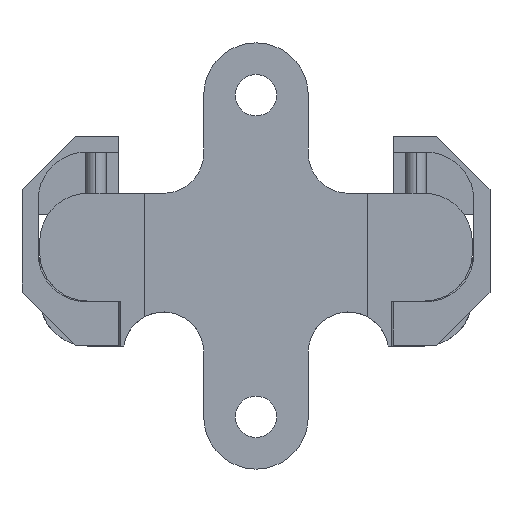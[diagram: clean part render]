
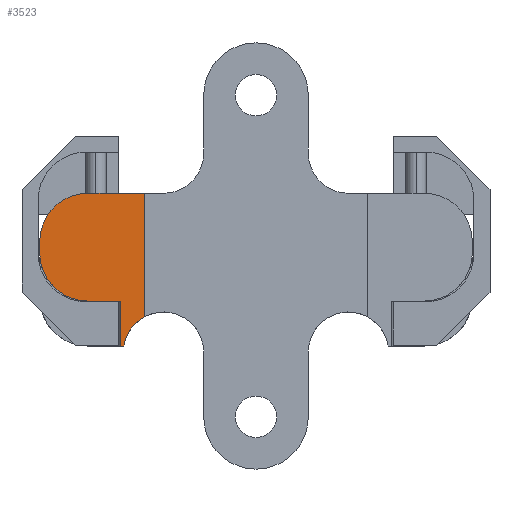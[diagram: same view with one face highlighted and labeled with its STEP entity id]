
A CAD part, front view. The second image highlights one B-rep face of the part: STEP entity #3523.
In plain terms, the highlighted planar face has unit normal (0, -1, 0).
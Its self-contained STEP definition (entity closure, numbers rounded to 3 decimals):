
#5 = CARTESIAN_POINT ( 'NONE',  ( -10.732, 0.254, -7.112 ) ) ;
#355 = EDGE_CURVE ( 'NONE', #24746, #16114, #17350, .T. ) ;
#417 = CARTESIAN_POINT ( 'NONE',  ( -13.271, 0.254, 0.254 ) ) ;
#584 = DIRECTION ( 'NONE',  ( -1., 0., 0. ) ) ;
#587 = ORIENTED_EDGE ( 'NONE', *, *, #11678, .T. ) ;
#1368 = ORIENTED_EDGE ( 'NONE', *, *, #1499, .F. ) ;
#1499 = EDGE_CURVE ( 'NONE', #16114, #23378, #19571, .T. ) ;
#1763 = VECTOR ( 'NONE', #25393, 1000. ) ;
#1854 = CARTESIAN_POINT ( 'NONE',  ( -10.732, 0.254, -3.556 ) ) ;
#1957 = ORIENTED_EDGE ( 'NONE', *, *, #8107, .F. ) ;
#2521 = VERTEX_POINT ( 'NONE', #11190 ) ;
#2629 = VECTOR ( 'NONE', #25701, 1000. ) ;
#3007 = CARTESIAN_POINT ( 'NONE',  ( -13.271, 0.254, 1.143 ) ) ;
#3523 = ADVANCED_FACE ( 'NONE', ( #23332 ), #12277, .T. ) ;
#4246 = CIRCLE ( 'NONE', #24513, 3.81 ) ;
#4644 = AXIS2_PLACEMENT_3D ( 'NONE', #11963, #22104, #20146 ) ;
#4656 = LINE ( 'NONE', #10494, #13580 ) ;
#4722 = DIRECTION ( 'NONE',  ( 0., 1., 0. ) ) ;
#4789 = VERTEX_POINT ( 'NONE', #20970 ) ;
#5545 = ORIENTED_EDGE ( 'NONE', *, *, #21457, .T. ) ;
#6560 = CARTESIAN_POINT ( 'NONE',  ( -17.081, 0.254, 0.254 ) ) ;
#6773 = VECTOR ( 'NONE', #20916, 1000. ) ;
#6779 = AXIS2_PLACEMENT_3D ( 'NONE', #16107, #11885, #11754 ) ;
#6785 = DIRECTION ( 'NONE',  ( -1., 0., 0. ) ) ;
#7304 = EDGE_CURVE ( 'NONE', #18419, #8902, #13303, .T. ) ;
#7736 = CARTESIAN_POINT ( 'NONE',  ( -17.081, 0.254, 0. ) ) ;
#8107 = EDGE_CURVE ( 'NONE', #18654, #24746, #19003, .T. ) ;
#8352 = DIRECTION ( 'NONE',  ( 0., 0., 1. ) ) ;
#8494 = CARTESIAN_POINT ( 'NONE',  ( -8.826, 0.254, 0. ) ) ;
#8902 = VERTEX_POINT ( 'NONE', #15800 ) ;
#9314 = CARTESIAN_POINT ( 'NONE',  ( 0., 0.254, -7.112 ) ) ;
#10494 = CARTESIAN_POINT ( 'NONE',  ( 0., 0.254, 4.953 ) ) ;
#11190 = CARTESIAN_POINT ( 'NONE',  ( -8.826, 0.254, 4.953 ) ) ;
#11457 = ORIENTED_EDGE ( 'NONE', *, *, #7304, .F. ) ;
#11678 = EDGE_CURVE ( 'NONE', #22303, #23378, #19178, .T. ) ;
#11753 = EDGE_LOOP ( 'NONE', ( #25398, #587, #1368, #16864, #1957, #16029, #5545, #13743, #11457 ) ) ;
#11754 = DIRECTION ( 'NONE',  ( 0., 0., -1. ) ) ;
#11885 = DIRECTION ( 'NONE',  ( 0., -1., 0. ) ) ;
#11963 = CARTESIAN_POINT ( 'NONE',  ( -7.302, 0.254, -7.595 ) ) ;
#12062 = LINE ( 'NONE', #8494, #23342 ) ;
#12158 = EDGE_CURVE ( 'NONE', #22303, #18419, #4246, .T. ) ;
#12277 = PLANE ( 'NONE',  #6779 ) ;
#13303 = LINE ( 'NONE', #7736, #2629 ) ;
#13580 = VECTOR ( 'NONE', #584, 1000. ) ;
#13743 = ORIENTED_EDGE ( 'NONE', *, *, #14403, .F. ) ;
#13873 = CIRCLE ( 'NONE', #24402, 3.81 ) ;
#14403 = EDGE_CURVE ( 'NONE', #8902, #4789, #13873, .T. ) ;
#15800 = CARTESIAN_POINT ( 'NONE',  ( -17.081, 0.254, 1.143 ) ) ;
#16029 = ORIENTED_EDGE ( 'NONE', *, *, #22784, .T. ) ;
#16107 = CARTESIAN_POINT ( 'NONE',  ( 0., 0.254, 0. ) ) ;
#16114 = VERTEX_POINT ( 'NONE', #5 ) ;
#16589 = CARTESIAN_POINT ( 'NONE',  ( -8.826, 0.254, -4.809 ) ) ;
#16864 = ORIENTED_EDGE ( 'NONE', *, *, #355, .F. ) ;
#17350 = LINE ( 'NONE', #9314, #19169 ) ;
#17637 = CARTESIAN_POINT ( 'NONE',  ( -13.271, 0.254, -3.556 ) ) ;
#18419 = VERTEX_POINT ( 'NONE', #6560 ) ;
#18654 = VERTEX_POINT ( 'NONE', #16589 ) ;
#18968 = CARTESIAN_POINT ( 'NONE',  ( -10.441, 0.254, -7.112 ) ) ;
#19003 = CIRCLE ( 'NONE', #4644, 3.175 ) ;
#19169 = VECTOR ( 'NONE', #6785, 1000. ) ;
#19178 = LINE ( 'NONE', #23417, #6773 ) ;
#19571 = LINE ( 'NONE', #25762, #1763 ) ;
#20146 = DIRECTION ( 'NONE',  ( 0., 0., -1. ) ) ;
#20642 = DIRECTION ( 'NONE',  ( 0., 1., 0. ) ) ;
#20916 = DIRECTION ( 'NONE',  ( 1., 0., 0. ) ) ;
#20970 = CARTESIAN_POINT ( 'NONE',  ( -13.271, 0.254, 4.953 ) ) ;
#21457 = EDGE_CURVE ( 'NONE', #2521, #4789, #4656, .T. ) ;
#22104 = DIRECTION ( 'NONE',  ( 0., -1., 0. ) ) ;
#22303 = VERTEX_POINT ( 'NONE', #17637 ) ;
#22784 = EDGE_CURVE ( 'NONE', #18654, #2521, #12062, .T. ) ;
#23332 = FACE_OUTER_BOUND ( 'NONE', #11753, .T. ) ;
#23342 = VECTOR ( 'NONE', #8352, 1000. ) ;
#23378 = VERTEX_POINT ( 'NONE', #1854 ) ;
#23417 = CARTESIAN_POINT ( 'NONE',  ( 0., 0.254, -3.556 ) ) ;
#24402 = AXIS2_PLACEMENT_3D ( 'NONE', #3007, #4722, #24679 ) ;
#24513 = AXIS2_PLACEMENT_3D ( 'NONE', #417, #20642, #24733 ) ;
#24679 = DIRECTION ( 'NONE',  ( 0., 0., -1. ) ) ;
#24733 = DIRECTION ( 'NONE',  ( 0., 0., 1. ) ) ;
#24746 = VERTEX_POINT ( 'NONE', #18968 ) ;
#25393 = DIRECTION ( 'NONE',  ( 0., 0., 1. ) ) ;
#25398 = ORIENTED_EDGE ( 'NONE', *, *, #12158, .F. ) ;
#25701 = DIRECTION ( 'NONE',  ( 0., 0., 1. ) ) ;
#25762 = CARTESIAN_POINT ( 'NONE',  ( -10.732, 0.254, 0. ) ) ;
